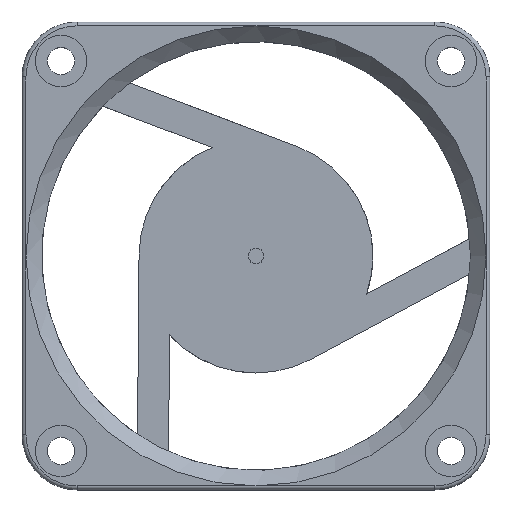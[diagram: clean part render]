
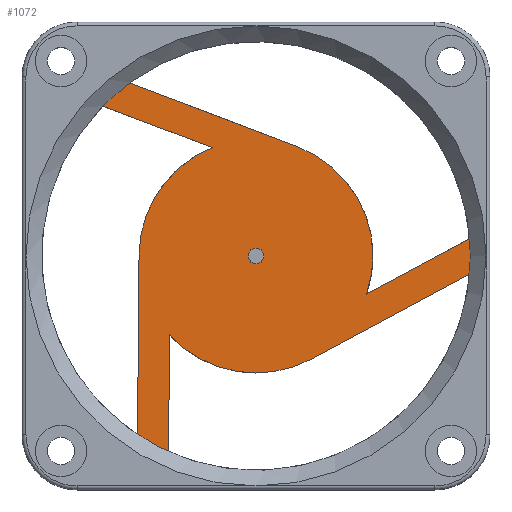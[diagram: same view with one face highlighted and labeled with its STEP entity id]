
A CAD part, top view. The second image highlights one B-rep face of the part: STEP entity #1072.
In plain terms, the highlighted planar face has unit normal (0, 0, 1).
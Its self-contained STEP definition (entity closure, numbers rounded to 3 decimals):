
#42=FACE_BOUND('',#314,.T.);
#68=PLANE('',#1220);
#73=CIRCLE('',#1086,15.);
#77=CIRCLE('',#1096,15.);
#81=CIRCLE('',#1106,15.);
#134=CIRCLE('',#1188,27.5);
#136=CIRCLE('',#1190,27.5);
#138=CIRCLE('',#1192,27.5);
#148=CIRCLE('',#1218,1.);
#223=FACE_OUTER_BOUND('',#313,.T.);
#313=EDGE_LOOP('',(#953,#954,#955,#956,#957,#958,#959,#960,#961,#962,#963,
#964));
#314=EDGE_LOOP('',(#965));
#332=LINE('',#1634,#387);
#334=LINE('',#1647,#389);
#340=LINE('',#1708,#395);
#342=LINE('',#1721,#397);
#348=LINE('',#1782,#403);
#350=LINE('',#1795,#405);
#387=VECTOR('',#1245,10.);
#389=VECTOR('',#1253,10.);
#395=VECTOR('',#1273,10.);
#397=VECTOR('',#1281,10.);
#403=VECTOR('',#1301,10.);
#405=VECTOR('',#1309,10.);
#445=VERTEX_POINT('',#1631);
#446=VERTEX_POINT('',#1633);
#447=VERTEX_POINT('',#1639);
#448=VERTEX_POINT('',#1643);
#457=VERTEX_POINT('',#1705);
#458=VERTEX_POINT('',#1707);
#459=VERTEX_POINT('',#1713);
#460=VERTEX_POINT('',#1717);
#469=VERTEX_POINT('',#1779);
#470=VERTEX_POINT('',#1781);
#471=VERTEX_POINT('',#1787);
#472=VERTEX_POINT('',#1791);
#530=VERTEX_POINT('',#1992);
#542=EDGE_CURVE('',#446,#445,#332,.T.);
#545=EDGE_CURVE('',#445,#447,#73,.T.);
#547=EDGE_CURVE('',#447,#448,#334,.T.);
#559=EDGE_CURVE('',#458,#457,#340,.T.);
#562=EDGE_CURVE('',#457,#459,#77,.T.);
#564=EDGE_CURVE('',#459,#460,#342,.T.);
#576=EDGE_CURVE('',#470,#469,#348,.T.);
#579=EDGE_CURVE('',#469,#471,#81,.T.);
#581=EDGE_CURVE('',#471,#472,#350,.T.);
#663=EDGE_CURVE('',#458,#472,#134,.T.);
#665=EDGE_CURVE('',#470,#448,#136,.T.);
#667=EDGE_CURVE('',#446,#460,#138,.T.);
#677=EDGE_CURVE('',#530,#530,#148,.T.);
#953=ORIENTED_EDGE('',*,*,#665,.F.);
#954=ORIENTED_EDGE('',*,*,#576,.T.);
#955=ORIENTED_EDGE('',*,*,#579,.T.);
#956=ORIENTED_EDGE('',*,*,#581,.T.);
#957=ORIENTED_EDGE('',*,*,#663,.F.);
#958=ORIENTED_EDGE('',*,*,#559,.T.);
#959=ORIENTED_EDGE('',*,*,#562,.T.);
#960=ORIENTED_EDGE('',*,*,#564,.T.);
#961=ORIENTED_EDGE('',*,*,#667,.F.);
#962=ORIENTED_EDGE('',*,*,#542,.T.);
#963=ORIENTED_EDGE('',*,*,#545,.T.);
#964=ORIENTED_EDGE('',*,*,#547,.T.);
#965=ORIENTED_EDGE('',*,*,#677,.T.);
#1072=ADVANCED_FACE('',(#223,#42),#68,.T.);
#1086=AXIS2_PLACEMENT_3D('',#1641,#1249,#1250);
#1096=AXIS2_PLACEMENT_3D('',#1715,#1277,#1278);
#1106=AXIS2_PLACEMENT_3D('',#1789,#1305,#1306);
#1188=AXIS2_PLACEMENT_3D('',#1953,#1499,#1500);
#1190=AXIS2_PLACEMENT_3D('',#1955,#1503,#1504);
#1192=AXIS2_PLACEMENT_3D('',#1957,#1507,#1508);
#1218=AXIS2_PLACEMENT_3D('',#1993,#1559,#1560);
#1220=AXIS2_PLACEMENT_3D('',#1995,#1563,#1564);
#1245=DIRECTION('',(0.008,1.,0.));
#1249=DIRECTION('center_axis',(0.,0.,1.));
#1250=DIRECTION('ref_axis',(-0.739,-0.674,0.));
#1253=DIRECTION('',(0.881,0.473,0.));
#1273=DIRECTION('',(0.935,-0.355,0.));
#1277=DIRECTION('center_axis',(0.,0.,1.));
#1278=DIRECTION('ref_axis',(-0.375,0.927,0.));
#1281=DIRECTION('',(-0.008,-1.,0.));
#1301=DIRECTION('',(-0.881,-0.473,0.));
#1305=DIRECTION('center_axis',(0.,0.,1.));
#1306=DIRECTION('ref_axis',(0.946,-0.325,0.));
#1309=DIRECTION('',(-0.935,0.355,0.));
#1499=DIRECTION('center_axis',(0.,0.,-1.));
#1500=DIRECTION('ref_axis',(-1.,0.,0.));
#1503=DIRECTION('center_axis',(0.,0.,-1.));
#1504=DIRECTION('ref_axis',(-1.,0.,0.));
#1507=DIRECTION('center_axis',(0.,0.,-1.));
#1508=DIRECTION('ref_axis',(-1.,0.,0.));
#1559=DIRECTION('center_axis',(0.,0.,-1.));
#1560=DIRECTION('ref_axis',(-1.,0.,0.));
#1563=DIRECTION('center_axis',(0.,0.,1.));
#1564=DIRECTION('ref_axis',(1.,0.,0.));
#1631=CARTESIAN_POINT('',(-11.086,-10.104,2.));
#1633=CARTESIAN_POINT('',(-11.214,-25.11,2.));
#1634=CARTESIAN_POINT('',(-11.214,-25.11,2.));
#1639=CARTESIAN_POINT('',(7.091,-13.218,2.));
#1641=CARTESIAN_POINT('Origin',(0.,0.,2.));
#1643=CARTESIAN_POINT('',(27.402,-2.322,2.));
#1647=CARTESIAN_POINT('',(7.091,-13.218,2.));
#1705=CARTESIAN_POINT('',(-5.624,13.906,2.));
#1707=CARTESIAN_POINT('',(-19.651,19.238,2.));
#1708=CARTESIAN_POINT('',(-19.651,19.238,2.));
#1713=CARTESIAN_POINT('',(-14.999,0.127,2.));
#1715=CARTESIAN_POINT('Origin',(0.,0.,2.));
#1717=CARTESIAN_POINT('',(-15.195,-22.921,2.));
#1721=CARTESIAN_POINT('',(-14.999,0.127,2.));
#1779=CARTESIAN_POINT('',(14.187,-4.872,2.));
#1781=CARTESIAN_POINT('',(27.41,2.221,2.));
#1782=CARTESIAN_POINT('',(27.41,2.221,2.));
#1787=CARTESIAN_POINT('',(5.33,14.021,2.));
#1789=CARTESIAN_POINT('Origin',(0.,0.,2.));
#1791=CARTESIAN_POINT('',(-16.215,22.211,2.));
#1795=CARTESIAN_POINT('',(5.33,14.021,2.));
#1953=CARTESIAN_POINT('Origin',(0.,0.,2.));
#1955=CARTESIAN_POINT('Origin',(0.,0.,2.));
#1957=CARTESIAN_POINT('Origin',(0.,0.,2.));
#1992=CARTESIAN_POINT('',(1.,0.,2.));
#1993=CARTESIAN_POINT('Origin',(0.,0.,2.));
#1995=CARTESIAN_POINT('Origin',(-0.654,-0.415,2.));
